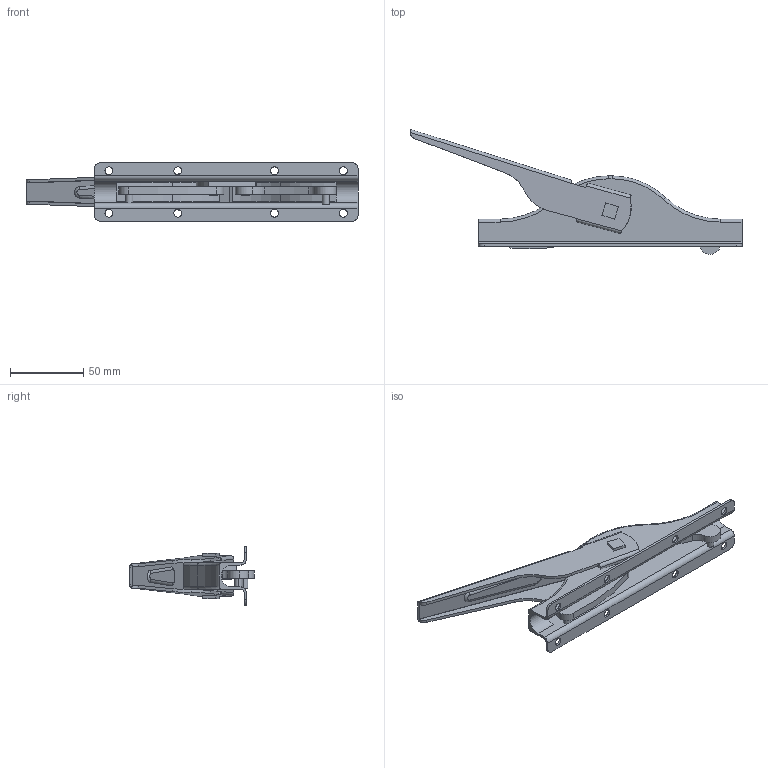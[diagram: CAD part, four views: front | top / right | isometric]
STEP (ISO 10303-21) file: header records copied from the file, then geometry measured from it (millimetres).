
FILE_DESCRIPTION (( 'STEP AP203' ), '1' );
FILE_NAME ('D7_22-180.STEP', '2020-02-06T11:56:00', ( '' ), ( '' ), 'SwSTEP 2.0', 'SolidWorks 2019', '' );
FILE_SCHEMA (( 'CONFIG_CONTROL_DESIGN' ));
Length unit declared in the file: millimetre
Products named in the file (7): D7_22-180.P2; D7_22-180.P5; D7_22-180.P6; D7_22-180.P4; D7_22-180; D7_22-180.P3; D7_22-180.P1
Assembly tree (8 placements, depth 2):
  D7_22-180
    D7_22-180.P2
    D7_22-180.P1
    D7_22-180.P4
    D7_22-180.P5  x2
    D7_22-180.P3
    D7_22-180.P6  x2
Bounding box: 226.57 x 85.26 x 40 mm (x, y, z)
Volume: 54737.7 mm3; surface area: 60931.1 mm2
Topology: 8 solids, 8 shells, 287 faces, 707 edges, 446 vertices
Faces by surface type: cylinder 135, plane 104, torus 26, bspline 22
Entity records: 9110 total; most frequent: CARTESIAN_POINT 2050, DIRECTION 1307, ORIENTED_EDGE 1306, EDGE_CURVE 653, AXIS2_PLACEMENT_3D 499, VERTEX_POINT 410, VECTOR 309, LINE 309
